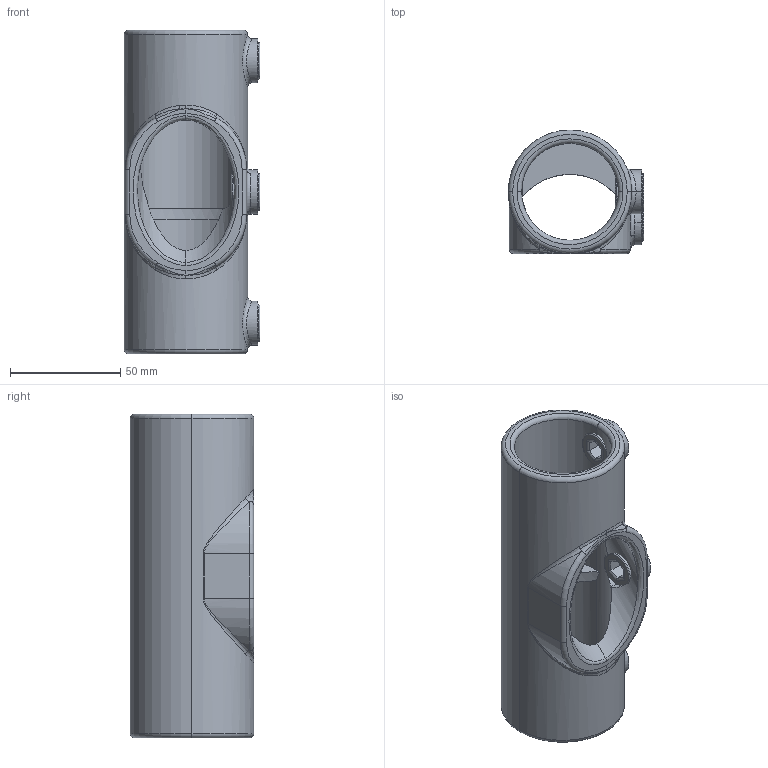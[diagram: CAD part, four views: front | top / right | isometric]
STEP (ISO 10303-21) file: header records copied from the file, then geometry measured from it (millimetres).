
FILE_DESCRIPTION (( 'STEP AP203' ), '1' );
FILE_NAME ('127-C42.step', '2015-09-17T16:17:42', ( '' ), ( '' ), 'SwSTEP 2.0', 'SolidWorks 2015', '' );
FILE_SCHEMA (( 'CONFIG_CONTROL_DESIGN' ));
Length unit declared in the file: millimetre
Products named in the file (3): 127-C42 Teil1; 127-C42 Teil2; 127-C42
Assembly tree (4 placements, depth 2):
  127-C42
    127-C42 Teil1
    127-C42 Teil2  x3
Bounding box: 61.5 x 56.01 x 147 mm (x, y, z)
Volume: 140825 mm3; surface area: 52896.2 mm2
Topology: 4 solids, 4 shells, 165 faces, 383 edges, 223 vertices
Faces by surface type: cylinder 70, plane 39, bspline 27, torus 27, sphere 2
Entity records: 7530 total; most frequent: CARTESIAN_POINT 4800, ORIENTED_EDGE 538, DIRECTION 445, EDGE_CURVE 269, AXIS2_PLACEMENT_3D 186, VERTEX_POINT 159, EDGE_LOOP 124, ADVANCED_FACE 113
